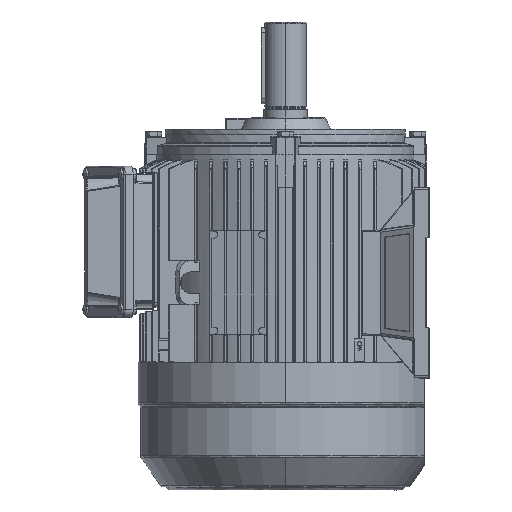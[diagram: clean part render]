
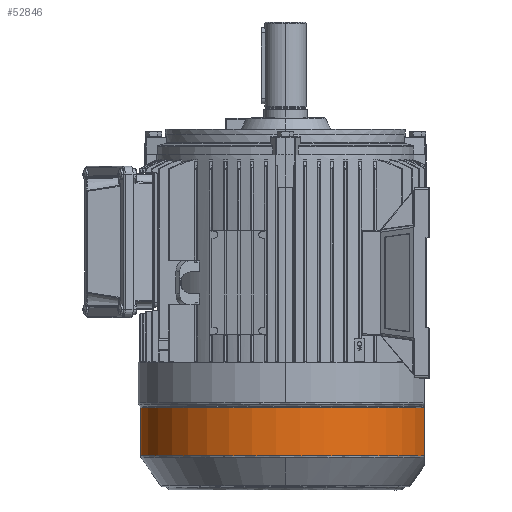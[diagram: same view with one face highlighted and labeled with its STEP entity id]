
A CAD part, left-side view. The second image highlights one B-rep face of the part: STEP entity #52846.
In plain terms, the highlighted cylindrical face has radius 133 mm (diameter 266 mm), a partial arc.
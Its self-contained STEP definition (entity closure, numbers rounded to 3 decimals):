
#19959 = EDGE_CURVE ( 'NONE', #22062, #154338, #162633, .T. ) ;
#22062 = VERTEX_POINT ( 'NONE', #237568 ) ;
#23532 = DIRECTION ( 'NONE',  ( 0., 0., -1. ) ) ;
#26304 = CYLINDRICAL_SURFACE ( 'NONE', #179825, 133. ) ;
#34034 = CARTESIAN_POINT ( 'NONE',  ( 0., 0., -231.933 ) ) ;
#52846 = ADVANCED_FACE ( 'NONE', ( #153247 ), #26304, .T. ) ;
#53077 = CARTESIAN_POINT ( 'NONE',  ( 0., 0., -276.073 ) ) ;
#86327 = EDGE_LOOP ( 'NONE', ( #174255, #180814, #188236, #158182 ) ) ;
#88735 = LINE ( 'NONE', #94885, #200359 ) ;
#94885 = CARTESIAN_POINT ( 'NONE',  ( -39.497, -127., -238.081 ) ) ;
#107105 = DIRECTION ( 'NONE',  ( -1., 0., 0. ) ) ;
#119075 = VERTEX_POINT ( 'NONE', #245833 ) ;
#131158 = CIRCLE ( 'NONE', #187133, 133. ) ;
#138517 = CARTESIAN_POINT ( 'NONE',  ( 0., 133., -231.933 ) ) ;
#139820 = EDGE_CURVE ( 'NONE', #154338, #189859, #180868, .T. ) ;
#141737 = CARTESIAN_POINT ( 'NONE',  ( 0., 0., -231.933 ) ) ;
#153247 = FACE_OUTER_BOUND ( 'NONE', #86327, .T. ) ;
#154338 = VERTEX_POINT ( 'NONE', #233739 ) ;
#158182 = ORIENTED_EDGE ( 'NONE', *, *, #212740, .T. ) ;
#162633 = CIRCLE ( 'NONE', #165969, 133. ) ;
#165969 = AXIS2_PLACEMENT_3D ( 'NONE', #34034, #225604, #205280 ) ;
#174255 = ORIENTED_EDGE ( 'NONE', *, *, #19959, .T. ) ;
#177559 = EDGE_CURVE ( 'NONE', #119075, #189859, #131158, .T. ) ;
#179825 = AXIS2_PLACEMENT_3D ( 'NONE', #141737, #23532, #198149 ) ;
#180636 = CARTESIAN_POINT ( 'NONE',  ( 0., 133., -276.073 ) ) ;
#180814 = ORIENTED_EDGE ( 'NONE', *, *, #139820, .T. ) ;
#180868 = LINE ( 'NONE', #138517, #207992 ) ;
#187133 = AXIS2_PLACEMENT_3D ( 'NONE', #53077, #226048, #107105 ) ;
#188236 = ORIENTED_EDGE ( 'NONE', *, *, #177559, .F. ) ;
#189859 = VERTEX_POINT ( 'NONE', #180636 ) ;
#196584 = DIRECTION ( 'NONE',  ( 0., 0., -1. ) ) ;
#198149 = DIRECTION ( 'NONE',  ( 0., 1., 0. ) ) ;
#200359 = VECTOR ( 'NONE', #249277, 1000. ) ;
#205280 = DIRECTION ( 'NONE',  ( 0., 1., 0. ) ) ;
#207992 = VECTOR ( 'NONE', #196584, 1000. ) ;
#212740 = EDGE_CURVE ( 'NONE', #119075, #22062, #88735, .T. ) ;
#225604 = DIRECTION ( 'NONE',  ( 0., 0., -1. ) ) ;
#226048 = DIRECTION ( 'NONE',  ( 0., 0., -1. ) ) ;
#233739 = CARTESIAN_POINT ( 'NONE',  ( 0., 133., -231.933 ) ) ;
#237568 = CARTESIAN_POINT ( 'NONE',  ( -39.497, -127., -231.933 ) ) ;
#245833 = CARTESIAN_POINT ( 'NONE',  ( -39.497, -127., -276.073 ) ) ;
#249277 = DIRECTION ( 'NONE',  ( 0., 0., 1. ) ) ;
